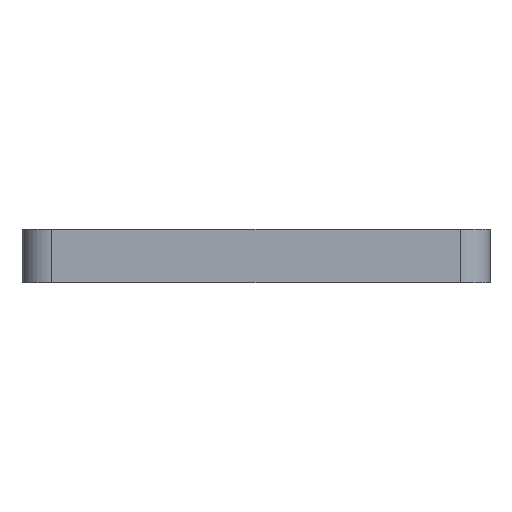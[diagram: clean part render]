
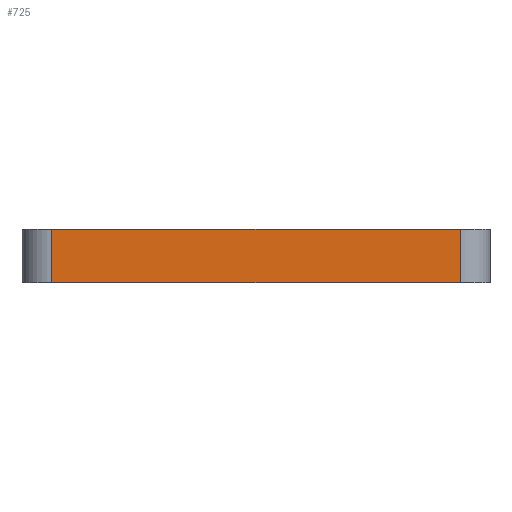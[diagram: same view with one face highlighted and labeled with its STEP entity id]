
A CAD part, front view. The second image highlights one B-rep face of the part: STEP entity #725.
In plain terms, the highlighted planar face has unit normal (0, -1, 0).
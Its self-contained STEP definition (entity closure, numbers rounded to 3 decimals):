
#76 = EDGE_CURVE ( 'NONE', #1072, #1064, #596, .T. ) ;
#83 = EDGE_CURVE ( 'NONE', #1111, #1066, #623, .T. ) ;
#113 = EDGE_CURVE ( 'NONE', #1066, #1072, #754, .T. ) ;
#136 = EDGE_CURVE ( 'NONE', #1111, #1064, #600, .T. ) ;
#221 = AXIS2_PLACEMENT_3D ( 'NONE', #278, #301, #246 ) ;
#246 = DIRECTION ( 'NONE',  ( 0., 0., 1. ) ) ;
#278 = CARTESIAN_POINT ( 'NONE',  ( 0., 0., 25. ) ) ;
#301 = DIRECTION ( 'NONE',  ( 0., 1., 0. ) ) ;
#356 = PLANE ( 'NONE',  #221 ) ;
#487 = FACE_OUTER_BOUND ( 'NONE', #907, .T. ) ;
#508 = VECTOR ( 'NONE', #1029, 1000. ) ;
#573 = VECTOR ( 'NONE', #1140, 1000. ) ;
#589 = VECTOR ( 'NONE', #1289, 1000. ) ;
#596 = LINE ( 'NONE', #1102, #508 ) ;
#600 = LINE ( 'NONE', #1167, #808 ) ;
#623 = LINE ( 'NONE', #1316, #573 ) ;
#711 = ORIENTED_EDGE ( 'NONE', *, *, #113, .T. ) ;
#725 = ADVANCED_FACE ( 'NONE', ( #487 ), #356, .F. ) ;
#751 = ORIENTED_EDGE ( 'NONE', *, *, #76, .T. ) ;
#754 = LINE ( 'NONE', #1287, #589 ) ;
#794 = ORIENTED_EDGE ( 'NONE', *, *, #136, .F. ) ;
#808 = VECTOR ( 'NONE', #1237, 1000. ) ;
#827 = ORIENTED_EDGE ( 'NONE', *, *, #83, .T. ) ;
#907 = EDGE_LOOP ( 'NONE', ( #711, #751, #794, #827 ) ) ;
#995 = CARTESIAN_POINT ( 'NONE',  ( 14., 0., 0. ) ) ;
#998 = CARTESIAN_POINT ( 'NONE',  ( 206., 0., 0. ) ) ;
#999 = CARTESIAN_POINT ( 'NONE',  ( 206., 0., 25. ) ) ;
#1029 = DIRECTION ( 'NONE',  ( 0., 0., 1. ) ) ;
#1064 = VERTEX_POINT ( 'NONE', #999 ) ;
#1066 = VERTEX_POINT ( 'NONE', #995 ) ;
#1072 = VERTEX_POINT ( 'NONE', #998 ) ;
#1102 = CARTESIAN_POINT ( 'NONE',  ( 206., 0., 25. ) ) ;
#1111 = VERTEX_POINT ( 'NONE', #1132 ) ;
#1132 = CARTESIAN_POINT ( 'NONE',  ( 14., 0., 25. ) ) ;
#1140 = DIRECTION ( 'NONE',  ( 0., 0., -1. ) ) ;
#1167 = CARTESIAN_POINT ( 'NONE',  ( 0., 0., 25. ) ) ;
#1237 = DIRECTION ( 'NONE',  ( 1., 0., 0. ) ) ;
#1287 = CARTESIAN_POINT ( 'NONE',  ( 0., 0., 0. ) ) ;
#1289 = DIRECTION ( 'NONE',  ( 1., 0., 0. ) ) ;
#1316 = CARTESIAN_POINT ( 'NONE',  ( 14., 0., 25. ) ) ;
